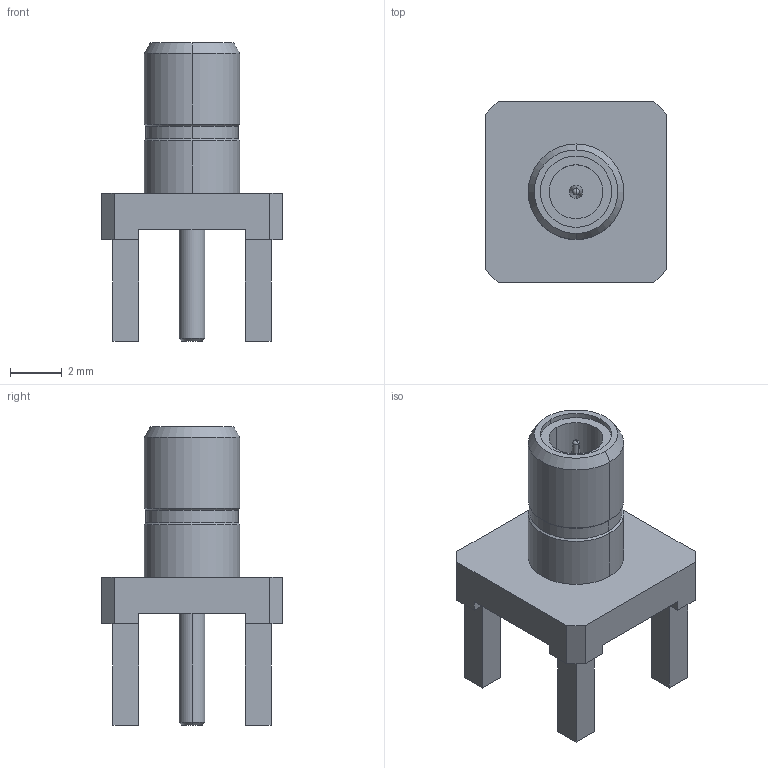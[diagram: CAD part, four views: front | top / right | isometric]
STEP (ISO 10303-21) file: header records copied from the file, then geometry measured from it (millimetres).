
FILE_DESCRIPTION((''),'2;1');
FILE_NAME('C-1-1337482-0','2010-02-05T',('workeradm'),(''),'PRO/ENGINEER BY PARAMETRIC TECHNOLOGY CORPORATION, 2008380','PRO/ENGINEER BY PARAMETRIC TECHNOLOGY CORPORATION, 2008380','');
FILE_SCHEMA(('AUTOMOTIVE_DESIGN { 1 0 10303 214 1 1 1 1 }'));
Length unit declared in the file: millimetre
Products named in the file (1): C-1-1337482-0
Bounding box: 7 x 7 x 11.5 mm (x, y, z)
Volume: 139.7 mm3; surface area: 310.1 mm2
Topology: 1 solids, 1 shells, 64 faces, 158 edges, 99 vertices
Faces by surface type: plane 38, cylinder 14, cone 10, sphere 2
Entity records: 1896 total; most frequent: CARTESIAN_POINT 320, DIRECTION 320, ORIENTED_EDGE 312, EDGE_CURVE 156, VECTOR 120, LINE 120, AXIS2_PLACEMENT_3D 100, VERTEX_POINT 99
